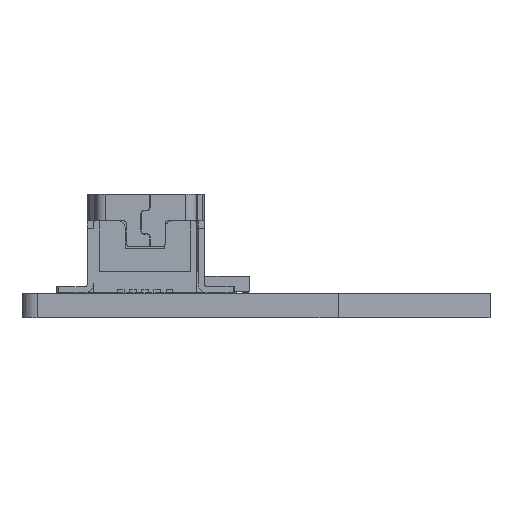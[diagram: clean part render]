
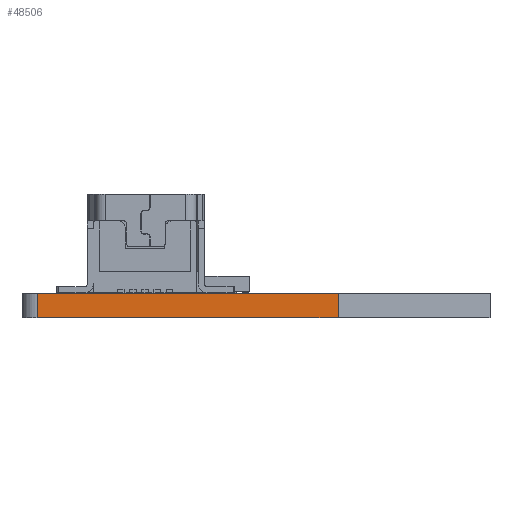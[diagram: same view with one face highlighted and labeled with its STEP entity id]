
A CAD part, front view. The second image highlights one B-rep face of the part: STEP entity #48506.
In plain terms, the highlighted planar face has unit normal (0, -1, 0).
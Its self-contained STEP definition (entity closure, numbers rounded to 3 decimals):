
#48390 = EDGE_CURVE('',#48391,#48393,#48395,.T.);
#48391 = VERTEX_POINT('',#48392);
#48392 = CARTESIAN_POINT('',(5.4,-42.25,0.));
#48393 = VERTEX_POINT('',#48394);
#48394 = CARTESIAN_POINT('',(5.4,-42.25,1.6));
#48395 = SURFACE_CURVE('',#48396,(#48400,#48412),.PCURVE_S1.);
#48396 = LINE('',#48397,#48398);
#48397 = CARTESIAN_POINT('',(5.4,-42.25,0.));
#48398 = VECTOR('',#48399,1.);
#48399 = DIRECTION('',(0.,0.,1.));
#48400 = PCURVE('',#48401,#48406);
#48401 = PLANE('',#48402);
#48402 = AXIS2_PLACEMENT_3D('',#48403,#48404,#48405);
#48403 = CARTESIAN_POINT('',(5.4,-42.25,0.));
#48404 = DIRECTION('',(-1.,0.,0.));
#48405 = DIRECTION('',(0.,1.,0.));
#48406 = DEFINITIONAL_REPRESENTATION('',(#48407),#48411);
#48407 = LINE('',#48408,#48409);
#48408 = CARTESIAN_POINT('',(0.,0.));
#48409 = VECTOR('',#48410,1.);
#48410 = DIRECTION('',(0.,-1.));
#48411 = ( GEOMETRIC_REPRESENTATION_CONTEXT(2) 
PARAMETRIC_REPRESENTATION_CONTEXT() REPRESENTATION_CONTEXT('2D SPACE',''
  ) );
#48412 = PCURVE('',#48413,#48418);
#48413 = PLANE('',#48414);
#48414 = AXIS2_PLACEMENT_3D('',#48415,#48416,#48417);
#48415 = CARTESIAN_POINT('',(-14.4,-42.25,0.));
#48416 = DIRECTION('',(0.,1.,0.));
#48417 = DIRECTION('',(1.,0.,0.));
#48418 = DEFINITIONAL_REPRESENTATION('',(#48419),#48423);
#48419 = LINE('',#48420,#48421);
#48420 = CARTESIAN_POINT('',(19.8,0.));
#48421 = VECTOR('',#48422,1.);
#48422 = DIRECTION('',(0.,-1.));
#48423 = ( GEOMETRIC_REPRESENTATION_CONTEXT(2) 
PARAMETRIC_REPRESENTATION_CONTEXT() REPRESENTATION_CONTEXT('2D SPACE',''
  ) );
#48441 = PLANE('',#48442);
#48442 = AXIS2_PLACEMENT_3D('',#48443,#48444,#48445);
#48443 = CARTESIAN_POINT('',(-0.955,0.588,1.6));
#48444 = DIRECTION('',(0.,0.,1.));
#48445 = DIRECTION('',(1.,0.,0.));
#48495 = PLANE('',#48496);
#48496 = AXIS2_PLACEMENT_3D('',#48497,#48498,#48499);
#48497 = CARTESIAN_POINT('',(-0.955,0.588,0.));
#48498 = DIRECTION('',(0.,0.,1.));
#48499 = DIRECTION('',(1.,0.,0.));
#48506 = ADVANCED_FACE('',(#48507),#48413,.F.);
#48507 = FACE_BOUND('',#48508,.F.);
#48508 = EDGE_LOOP('',(#48509,#48539,#48560,#48561));
#48509 = ORIENTED_EDGE('',*,*,#48510,.T.);
#48510 = EDGE_CURVE('',#48511,#48513,#48515,.T.);
#48511 = VERTEX_POINT('',#48512);
#48512 = CARTESIAN_POINT('',(-14.4,-42.25,0.));
#48513 = VERTEX_POINT('',#48514);
#48514 = CARTESIAN_POINT('',(-14.4,-42.25,1.6));
#48515 = SURFACE_CURVE('',#48516,(#48520,#48527),.PCURVE_S1.);
#48516 = LINE('',#48517,#48518);
#48517 = CARTESIAN_POINT('',(-14.4,-42.25,0.));
#48518 = VECTOR('',#48519,1.);
#48519 = DIRECTION('',(0.,0.,1.));
#48520 = PCURVE('',#48413,#48521);
#48521 = DEFINITIONAL_REPRESENTATION('',(#48522),#48526);
#48522 = LINE('',#48523,#48524);
#48523 = CARTESIAN_POINT('',(0.,0.));
#48524 = VECTOR('',#48525,1.);
#48525 = DIRECTION('',(0.,-1.));
#48526 = ( GEOMETRIC_REPRESENTATION_CONTEXT(2) 
PARAMETRIC_REPRESENTATION_CONTEXT() REPRESENTATION_CONTEXT('2D SPACE',''
  ) );
#48527 = PCURVE('',#48528,#48533);
#48528 = CYLINDRICAL_SURFACE('',#48529,1.);
#48529 = AXIS2_PLACEMENT_3D('',#48530,#48531,#48532);
#48530 = CARTESIAN_POINT('',(-14.4,-41.25,0.));
#48531 = DIRECTION('',(0.,0.,-1.));
#48532 = DIRECTION('',(1.,0.,0.));
#48533 = DEFINITIONAL_REPRESENTATION('',(#48534),#48538);
#48534 = LINE('',#48535,#48536);
#48535 = CARTESIAN_POINT('',(-4.712,0.));
#48536 = VECTOR('',#48537,1.);
#48537 = DIRECTION('',(0.,-1.));
#48538 = ( GEOMETRIC_REPRESENTATION_CONTEXT(2) 
PARAMETRIC_REPRESENTATION_CONTEXT() REPRESENTATION_CONTEXT('2D SPACE',''
  ) );
#48539 = ORIENTED_EDGE('',*,*,#48540,.T.);
#48540 = EDGE_CURVE('',#48513,#48393,#48541,.T.);
#48541 = SURFACE_CURVE('',#48542,(#48546,#48553),.PCURVE_S1.);
#48542 = LINE('',#48543,#48544);
#48543 = CARTESIAN_POINT('',(-14.4,-42.25,1.6));
#48544 = VECTOR('',#48545,1.);
#48545 = DIRECTION('',(1.,0.,0.));
#48546 = PCURVE('',#48413,#48547);
#48547 = DEFINITIONAL_REPRESENTATION('',(#48548),#48552);
#48548 = LINE('',#48549,#48550);
#48549 = CARTESIAN_POINT('',(0.,-1.6));
#48550 = VECTOR('',#48551,1.);
#48551 = DIRECTION('',(1.,0.));
#48552 = ( GEOMETRIC_REPRESENTATION_CONTEXT(2) 
PARAMETRIC_REPRESENTATION_CONTEXT() REPRESENTATION_CONTEXT('2D SPACE',''
  ) );
#48553 = PCURVE('',#48441,#48554);
#48554 = DEFINITIONAL_REPRESENTATION('',(#48555),#48559);
#48555 = LINE('',#48556,#48557);
#48556 = CARTESIAN_POINT('',(-13.445,-42.838));
#48557 = VECTOR('',#48558,1.);
#48558 = DIRECTION('',(1.,0.));
#48559 = ( GEOMETRIC_REPRESENTATION_CONTEXT(2) 
PARAMETRIC_REPRESENTATION_CONTEXT() REPRESENTATION_CONTEXT('2D SPACE',''
  ) );
#48560 = ORIENTED_EDGE('',*,*,#48390,.F.);
#48561 = ORIENTED_EDGE('',*,*,#48562,.F.);
#48562 = EDGE_CURVE('',#48511,#48391,#48563,.T.);
#48563 = SURFACE_CURVE('',#48564,(#48568,#48575),.PCURVE_S1.);
#48564 = LINE('',#48565,#48566);
#48565 = CARTESIAN_POINT('',(-14.4,-42.25,0.));
#48566 = VECTOR('',#48567,1.);
#48567 = DIRECTION('',(1.,0.,0.));
#48568 = PCURVE('',#48413,#48569);
#48569 = DEFINITIONAL_REPRESENTATION('',(#48570),#48574);
#48570 = LINE('',#48571,#48572);
#48571 = CARTESIAN_POINT('',(0.,0.));
#48572 = VECTOR('',#48573,1.);
#48573 = DIRECTION('',(1.,0.));
#48574 = ( GEOMETRIC_REPRESENTATION_CONTEXT(2) 
PARAMETRIC_REPRESENTATION_CONTEXT() REPRESENTATION_CONTEXT('2D SPACE',''
  ) );
#48575 = PCURVE('',#48495,#48576);
#48576 = DEFINITIONAL_REPRESENTATION('',(#48577),#48581);
#48577 = LINE('',#48578,#48579);
#48578 = CARTESIAN_POINT('',(-13.445,-42.838));
#48579 = VECTOR('',#48580,1.);
#48580 = DIRECTION('',(1.,0.));
#48581 = ( GEOMETRIC_REPRESENTATION_CONTEXT(2) 
PARAMETRIC_REPRESENTATION_CONTEXT() REPRESENTATION_CONTEXT('2D SPACE',''
  ) );
